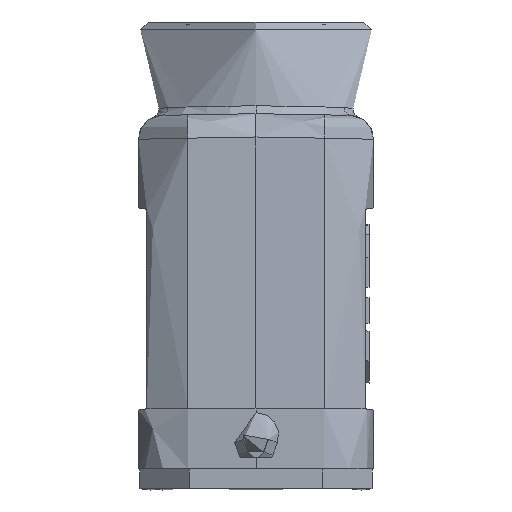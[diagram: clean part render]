
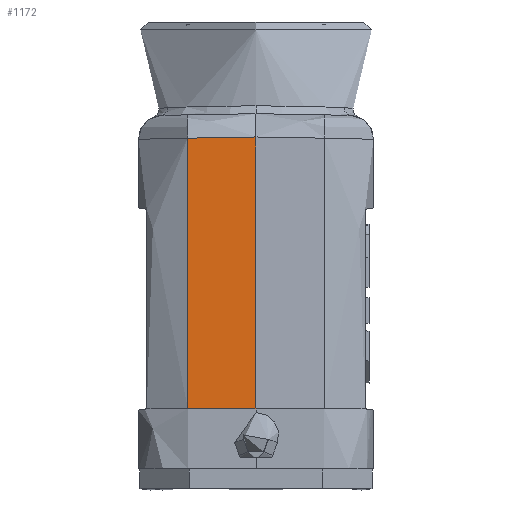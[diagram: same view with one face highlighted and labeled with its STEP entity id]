
A CAD part, left-side view. The second image highlights one B-rep face of the part: STEP entity #1172.
In plain terms, the highlighted free-form (B-spline) face has degree [1, 3] with [2, 4] control points.
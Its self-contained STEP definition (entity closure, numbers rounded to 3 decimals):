
#1058=B_SPLINE_SURFACE_WITH_KNOTS('',1,3,((#8848,#8849,#8850,#8851),(#8852,
#8853,#8854,#8855)),.UNSPECIFIED.,.F.,.F.,.F.,(2,2),(4,4),(0.,1.),(0.,1.),
 .UNSPECIFIED.);
#1172=ADVANCED_FACE('',(#1645),#1058,.T.);
#1645=FACE_OUTER_BOUND('',#1958,.T.);
#1958=EDGE_LOOP('',(#3369,#3370,#3371,#3372));
#3369=ORIENTED_EDGE('',*,*,#5456,.T.);
#3370=ORIENTED_EDGE('',*,*,#5457,.T.);
#3371=ORIENTED_EDGE('',*,*,#5458,.T.);
#3372=ORIENTED_EDGE('',*,*,#5309,.T.);
#4799=VERTEX_POINT('',#8437);
#4800=VERTEX_POINT('',#8440);
#4941=VERTEX_POINT('',#8835);
#4942=VERTEX_POINT('',#8843);
#5309=EDGE_CURVE('',#4800,#4799,#6021,.T.);
#5456=EDGE_CURVE('',#4799,#4941,#6038,.T.);
#5457=EDGE_CURVE('',#4941,#4942,#6039,.T.);
#5458=EDGE_CURVE('',#4942,#4800,#6040,.T.);
#6021=B_SPLINE_CURVE_WITH_KNOTS('',1,(#8438,#8439),.UNSPECIFIED.,.F.,.F.,
(2,2),(0.,1.),.UNSPECIFIED.);
#6038=B_SPLINE_CURVE_WITH_KNOTS('',3,(#8831,#8832,#8833,#8834),
 .UNSPECIFIED.,.F.,.F.,(4,4),(0.,1.),.UNSPECIFIED.);
#6039=B_SPLINE_CURVE_WITH_KNOTS('',3,(#8836,#8837,#8838,#8839,#8840,#8841,
#8842),.UNSPECIFIED.,.F.,.F.,(4,3,4),(0.,0.701,1.),
 .UNSPECIFIED.);
#6040=B_SPLINE_CURVE_WITH_KNOTS('',3,(#8844,#8845,#8846,#8847),
 .UNSPECIFIED.,.F.,.F.,(4,4),(0.,1.),.UNSPECIFIED.);
#8437=CARTESIAN_POINT('',(-31.35,0.,-4.15));
#8438=CARTESIAN_POINT('',(-31.201,8.56,-4.15));
#8439=CARTESIAN_POINT('',(-31.35,0.,-4.15));
#8440=CARTESIAN_POINT('',(-31.201,8.56,-4.15));
#8831=CARTESIAN_POINT('',(-31.35,0.,-4.15));
#8832=CARTESIAN_POINT('',(-31.053,0.,7.21));
#8833=CARTESIAN_POINT('',(-30.755,0.,18.569));
#8834=CARTESIAN_POINT('',(-30.458,0.,29.929));
#8835=CARTESIAN_POINT('',(-30.458,0.,29.929));
#8836=CARTESIAN_POINT('',(-30.458,0.,29.929));
#8837=CARTESIAN_POINT('',(-30.424,1.999,29.894));
#8838=CARTESIAN_POINT('',(-30.39,3.999,29.859));
#8839=CARTESIAN_POINT('',(-30.356,5.998,29.824));
#8840=CARTESIAN_POINT('',(-30.341,6.852,29.809));
#8841=CARTESIAN_POINT('',(-30.327,7.706,29.794));
#8842=CARTESIAN_POINT('',(-30.312,8.56,29.78));
#8843=CARTESIAN_POINT('',(-30.312,8.56,29.78));
#8844=CARTESIAN_POINT('',(-30.312,8.56,29.78));
#8845=CARTESIAN_POINT('',(-30.608,8.56,18.47));
#8846=CARTESIAN_POINT('',(-30.904,8.56,7.16));
#8847=CARTESIAN_POINT('',(-31.201,8.56,-4.15));
#8848=CARTESIAN_POINT('',(-17482.788,-999847.695,32.85));
#8849=CARTESIAN_POINT('',(-17483.111,-999847.695,20.517));
#8850=CARTESIAN_POINT('',(-17483.433,-999847.695,8.183));
#8851=CARTESIAN_POINT('',(-17483.756,-999847.695,-4.15));
#8852=CARTESIAN_POINT('',(17422.025,999847.695,32.85));
#8853=CARTESIAN_POINT('',(17421.702,999847.695,20.517));
#8854=CARTESIAN_POINT('',(17421.379,999847.695,8.183));
#8855=CARTESIAN_POINT('',(17421.056,999847.695,-4.15));
